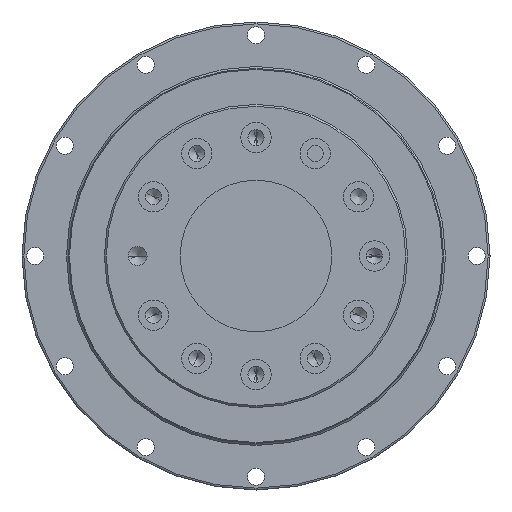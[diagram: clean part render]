
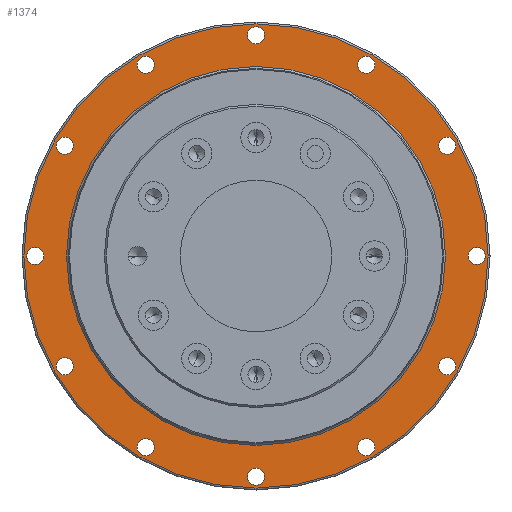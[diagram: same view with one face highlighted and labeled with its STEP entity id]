
A CAD part, left-side view. The second image highlights one B-rep face of the part: STEP entity #1374.
In plain terms, the highlighted planar face has unit normal (-1, 0, 0).
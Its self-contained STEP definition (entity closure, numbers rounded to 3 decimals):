
#1374=ADVANCED_FACE('',(#1830,#1831,#1832,#1833,#1834,#1835,#1836,#1837,
#1838,#1839,#1840,#1841,#1842,#1843),#1761,.T.);
#1761=PLANE('',#6028);
#1830=FACE_BOUND('',#2111,.T.);
#1831=FACE_BOUND('',#2112,.T.);
#1832=FACE_BOUND('',#2113,.T.);
#1833=FACE_BOUND('',#2114,.T.);
#1834=FACE_BOUND('',#2115,.T.);
#1835=FACE_BOUND('',#2116,.T.);
#1836=FACE_BOUND('',#2117,.T.);
#1837=FACE_BOUND('',#2118,.T.);
#1838=FACE_BOUND('',#2119,.T.);
#1839=FACE_BOUND('',#2120,.T.);
#1840=FACE_BOUND('',#2121,.T.);
#1841=FACE_BOUND('',#2122,.T.);
#1842=FACE_BOUND('',#2123,.T.);
#1843=FACE_BOUND('',#2124,.T.);
#2111=EDGE_LOOP('',(#2698,#2699));
#2112=EDGE_LOOP('',(#2700,#2701));
#2113=EDGE_LOOP('',(#2702,#2703));
#2114=EDGE_LOOP('',(#2704,#2705));
#2115=EDGE_LOOP('',(#2706,#2707));
#2116=EDGE_LOOP('',(#2708,#2709));
#2117=EDGE_LOOP('',(#2710,#2711));
#2118=EDGE_LOOP('',(#2712,#2713));
#2119=EDGE_LOOP('',(#2714,#2715));
#2120=EDGE_LOOP('',(#2716,#2717));
#2121=EDGE_LOOP('',(#2718,#2719));
#2122=EDGE_LOOP('',(#2720,#2721));
#2123=EDGE_LOOP('',(#2722,#2723));
#2124=EDGE_LOOP('',(#2724,#2725));
#2698=ORIENTED_EDGE('',*,*,#4773,.F.);
#2699=ORIENTED_EDGE('',*,*,#4774,.F.);
#2700=ORIENTED_EDGE('',*,*,#4775,.T.);
#2701=ORIENTED_EDGE('',*,*,#4776,.T.);
#2702=ORIENTED_EDGE('',*,*,#4777,.T.);
#2703=ORIENTED_EDGE('',*,*,#4778,.T.);
#2704=ORIENTED_EDGE('',*,*,#4779,.T.);
#2705=ORIENTED_EDGE('',*,*,#4780,.T.);
#2706=ORIENTED_EDGE('',*,*,#4781,.T.);
#2707=ORIENTED_EDGE('',*,*,#4782,.T.);
#2708=ORIENTED_EDGE('',*,*,#4783,.T.);
#2709=ORIENTED_EDGE('',*,*,#4784,.T.);
#2710=ORIENTED_EDGE('',*,*,#4785,.T.);
#2711=ORIENTED_EDGE('',*,*,#4786,.T.);
#2712=ORIENTED_EDGE('',*,*,#4787,.T.);
#2713=ORIENTED_EDGE('',*,*,#4788,.T.);
#2714=ORIENTED_EDGE('',*,*,#4789,.T.);
#2715=ORIENTED_EDGE('',*,*,#4790,.T.);
#2716=ORIENTED_EDGE('',*,*,#4791,.T.);
#2717=ORIENTED_EDGE('',*,*,#4792,.T.);
#2718=ORIENTED_EDGE('',*,*,#4793,.T.);
#2719=ORIENTED_EDGE('',*,*,#4794,.T.);
#2720=ORIENTED_EDGE('',*,*,#4795,.T.);
#2721=ORIENTED_EDGE('',*,*,#4796,.T.);
#2722=ORIENTED_EDGE('',*,*,#4769,.T.);
#2723=ORIENTED_EDGE('',*,*,#4771,.F.);
#2724=ORIENTED_EDGE('',*,*,#4797,.T.);
#2725=ORIENTED_EDGE('',*,*,#4798,.T.);
#4236=VERTEX_POINT('',#8832);
#4237=VERTEX_POINT('',#8834);
#4238=VERTEX_POINT('',#8842);
#4239=VERTEX_POINT('',#8843);
#4240=VERTEX_POINT('',#8846);
#4241=VERTEX_POINT('',#8847);
#4242=VERTEX_POINT('',#8850);
#4243=VERTEX_POINT('',#8851);
#4244=VERTEX_POINT('',#8854);
#4245=VERTEX_POINT('',#8855);
#4246=VERTEX_POINT('',#8858);
#4247=VERTEX_POINT('',#8859);
#4248=VERTEX_POINT('',#8862);
#4249=VERTEX_POINT('',#8863);
#4250=VERTEX_POINT('',#8866);
#4251=VERTEX_POINT('',#8867);
#4252=VERTEX_POINT('',#8870);
#4253=VERTEX_POINT('',#8871);
#4254=VERTEX_POINT('',#8874);
#4255=VERTEX_POINT('',#8875);
#4256=VERTEX_POINT('',#8878);
#4257=VERTEX_POINT('',#8879);
#4258=VERTEX_POINT('',#8882);
#4259=VERTEX_POINT('',#8883);
#4260=VERTEX_POINT('',#8886);
#4261=VERTEX_POINT('',#8887);
#4262=VERTEX_POINT('',#8890);
#4263=VERTEX_POINT('',#8891);
#4769=EDGE_CURVE('',#4237,#4236,#5544,.T.);
#4771=EDGE_CURVE('',#4237,#4236,#5545,.T.);
#4773=EDGE_CURVE('',#4238,#4239,#5547,.T.);
#4774=EDGE_CURVE('',#4239,#4238,#5548,.T.);
#4775=EDGE_CURVE('',#4240,#4241,#5549,.T.);
#4776=EDGE_CURVE('',#4241,#4240,#5550,.T.);
#4777=EDGE_CURVE('',#4242,#4243,#5551,.T.);
#4778=EDGE_CURVE('',#4243,#4242,#5552,.T.);
#4779=EDGE_CURVE('',#4244,#4245,#5553,.T.);
#4780=EDGE_CURVE('',#4245,#4244,#5554,.T.);
#4781=EDGE_CURVE('',#4246,#4247,#5555,.T.);
#4782=EDGE_CURVE('',#4247,#4246,#5556,.T.);
#4783=EDGE_CURVE('',#4248,#4249,#5557,.T.);
#4784=EDGE_CURVE('',#4249,#4248,#5558,.T.);
#4785=EDGE_CURVE('',#4250,#4251,#5559,.T.);
#4786=EDGE_CURVE('',#4251,#4250,#5560,.T.);
#4787=EDGE_CURVE('',#4252,#4253,#5561,.T.);
#4788=EDGE_CURVE('',#4253,#4252,#5562,.T.);
#4789=EDGE_CURVE('',#4254,#4255,#5563,.T.);
#4790=EDGE_CURVE('',#4255,#4254,#5564,.T.);
#4791=EDGE_CURVE('',#4256,#4257,#5565,.T.);
#4792=EDGE_CURVE('',#4257,#4256,#5566,.T.);
#4793=EDGE_CURVE('',#4258,#4259,#5567,.T.);
#4794=EDGE_CURVE('',#4259,#4258,#5568,.T.);
#4795=EDGE_CURVE('',#4260,#4261,#5569,.T.);
#4796=EDGE_CURVE('',#4261,#4260,#5570,.T.);
#4797=EDGE_CURVE('',#4262,#4263,#5571,.T.);
#4798=EDGE_CURVE('',#4263,#4262,#5572,.T.);
#5544=CIRCLE('',#5996,100.);
#5545=CIRCLE('',#5998,100.);
#5547=CIRCLE('',#6002,122.5);
#5548=CIRCLE('',#6003,122.5);
#5549=CIRCLE('',#6004,4.5);
#5550=CIRCLE('',#6005,4.5);
#5551=CIRCLE('',#6006,4.5);
#5552=CIRCLE('',#6007,4.5);
#5553=CIRCLE('',#6008,4.5);
#5554=CIRCLE('',#6009,4.5);
#5555=CIRCLE('',#6010,4.5);
#5556=CIRCLE('',#6011,4.5);
#5557=CIRCLE('',#6012,4.5);
#5558=CIRCLE('',#6013,4.5);
#5559=CIRCLE('',#6014,4.5);
#5560=CIRCLE('',#6015,4.5);
#5561=CIRCLE('',#6016,4.5);
#5562=CIRCLE('',#6017,4.5);
#5563=CIRCLE('',#6018,4.5);
#5564=CIRCLE('',#6019,4.5);
#5565=CIRCLE('',#6020,4.5);
#5566=CIRCLE('',#6021,4.5);
#5567=CIRCLE('',#6022,4.5);
#5568=CIRCLE('',#6023,4.5);
#5569=CIRCLE('',#6024,4.5);
#5570=CIRCLE('',#6025,4.5);
#5571=CIRCLE('',#6026,4.5);
#5572=CIRCLE('',#6027,4.5);
#5996=AXIS2_PLACEMENT_3D('',#8833,#6860,#6861);
#5998=AXIS2_PLACEMENT_3D('',#8837,#6865,#6866);
#6002=AXIS2_PLACEMENT_3D('',#8841,#6873,#6874);
#6003=AXIS2_PLACEMENT_3D('',#8844,#6875,#6876);
#6004=AXIS2_PLACEMENT_3D('',#8845,#6877,#6878);
#6005=AXIS2_PLACEMENT_3D('',#8848,#6879,#6880);
#6006=AXIS2_PLACEMENT_3D('',#8849,#6881,#6882);
#6007=AXIS2_PLACEMENT_3D('',#8852,#6883,#6884);
#6008=AXIS2_PLACEMENT_3D('',#8853,#6885,#6886);
#6009=AXIS2_PLACEMENT_3D('',#8856,#6887,#6888);
#6010=AXIS2_PLACEMENT_3D('',#8857,#6889,#6890);
#6011=AXIS2_PLACEMENT_3D('',#8860,#6891,#6892);
#6012=AXIS2_PLACEMENT_3D('',#8861,#6893,#6894);
#6013=AXIS2_PLACEMENT_3D('',#8864,#6895,#6896);
#6014=AXIS2_PLACEMENT_3D('',#8865,#6897,#6898);
#6015=AXIS2_PLACEMENT_3D('',#8868,#6899,#6900);
#6016=AXIS2_PLACEMENT_3D('',#8869,#6901,#6902);
#6017=AXIS2_PLACEMENT_3D('',#8872,#6903,#6904);
#6018=AXIS2_PLACEMENT_3D('',#8873,#6905,#6906);
#6019=AXIS2_PLACEMENT_3D('',#8876,#6907,#6908);
#6020=AXIS2_PLACEMENT_3D('',#8877,#6909,#6910);
#6021=AXIS2_PLACEMENT_3D('',#8880,#6911,#6912);
#6022=AXIS2_PLACEMENT_3D('',#8881,#6913,#6914);
#6023=AXIS2_PLACEMENT_3D('',#8884,#6915,#6916);
#6024=AXIS2_PLACEMENT_3D('',#8885,#6917,#6918);
#6025=AXIS2_PLACEMENT_3D('',#8888,#6919,#6920);
#6026=AXIS2_PLACEMENT_3D('',#8889,#6921,#6922);
#6027=AXIS2_PLACEMENT_3D('',#8892,#6923,#6924);
#6028=AXIS2_PLACEMENT_3D('',#8893,#6925,#6926);
#6860=DIRECTION('',(1.,0.,0.));
#6861=DIRECTION('',(0.,0.,1.));
#6865=DIRECTION('',(-1.,0.,0.));
#6866=DIRECTION('',(0.,0.,1.));
#6873=DIRECTION('',(1.,0.,0.));
#6874=DIRECTION('',(0.,1.,0.));
#6875=DIRECTION('',(1.,0.,0.));
#6876=DIRECTION('',(0.,-1.,0.));
#6877=DIRECTION('',(1.,0.,0.));
#6878=DIRECTION('',(0.,1.,0.));
#6879=DIRECTION('',(1.,0.,0.));
#6880=DIRECTION('',(0.,-1.,0.));
#6881=DIRECTION('',(1.,0.,0.));
#6882=DIRECTION('',(0.,1.,0.));
#6883=DIRECTION('',(1.,0.,0.));
#6884=DIRECTION('',(0.,-1.,0.));
#6885=DIRECTION('',(1.,0.,0.));
#6886=DIRECTION('',(0.,1.,0.));
#6887=DIRECTION('',(1.,0.,0.));
#6888=DIRECTION('',(0.,-1.,0.));
#6889=DIRECTION('',(1.,0.,0.));
#6890=DIRECTION('',(0.,1.,0.));
#6891=DIRECTION('',(1.,0.,0.));
#6892=DIRECTION('',(0.,-1.,0.));
#6893=DIRECTION('',(1.,0.,0.));
#6894=DIRECTION('',(0.,1.,0.));
#6895=DIRECTION('',(1.,0.,0.));
#6896=DIRECTION('',(0.,-1.,0.));
#6897=DIRECTION('',(1.,0.,0.));
#6898=DIRECTION('',(0.,1.,0.));
#6899=DIRECTION('',(1.,0.,0.));
#6900=DIRECTION('',(0.,-1.,0.));
#6901=DIRECTION('',(1.,0.,0.));
#6902=DIRECTION('',(0.,1.,0.));
#6903=DIRECTION('',(1.,0.,0.));
#6904=DIRECTION('',(0.,-1.,0.));
#6905=DIRECTION('',(1.,0.,0.));
#6906=DIRECTION('',(0.,1.,0.));
#6907=DIRECTION('',(1.,0.,0.));
#6908=DIRECTION('',(0.,-1.,0.));
#6909=DIRECTION('',(1.,0.,0.));
#6910=DIRECTION('',(0.,1.,0.));
#6911=DIRECTION('',(1.,0.,0.));
#6912=DIRECTION('',(0.,-1.,0.));
#6913=DIRECTION('',(1.,0.,0.));
#6914=DIRECTION('',(0.,1.,0.));
#6915=DIRECTION('',(1.,0.,0.));
#6916=DIRECTION('',(0.,-1.,0.));
#6917=DIRECTION('',(1.,0.,0.));
#6918=DIRECTION('',(0.,1.,0.));
#6919=DIRECTION('',(1.,0.,0.));
#6920=DIRECTION('',(0.,-1.,0.));
#6921=DIRECTION('',(1.,0.,0.));
#6922=DIRECTION('',(0.,1.,0.));
#6923=DIRECTION('',(1.,0.,0.));
#6924=DIRECTION('',(0.,-1.,0.));
#6925=DIRECTION('',(-1.,0.,0.));
#6926=DIRECTION('',(0.,1.,0.));
#8832=CARTESIAN_POINT('',(13.,-100.,0.));
#8833=CARTESIAN_POINT('',(13.,0.,0.));
#8834=CARTESIAN_POINT('',(13.,100.,0.));
#8837=CARTESIAN_POINT('',(13.,0.,0.));
#8841=CARTESIAN_POINT('',(13.,0.,0.));
#8842=CARTESIAN_POINT('',(13.,122.5,0.));
#8843=CARTESIAN_POINT('',(13.,-122.5,0.));
#8844=CARTESIAN_POINT('',(13.,0.,0.));
#8845=CARTESIAN_POINT('',(13.,100.892,58.25));
#8846=CARTESIAN_POINT('',(13.,105.392,58.25));
#8847=CARTESIAN_POINT('',(13.,96.392,58.25));
#8848=CARTESIAN_POINT('',(13.,100.892,58.25));
#8849=CARTESIAN_POINT('',(13.,58.25,100.892));
#8850=CARTESIAN_POINT('',(13.,62.75,100.892));
#8851=CARTESIAN_POINT('',(13.,53.75,100.892));
#8852=CARTESIAN_POINT('',(13.,58.25,100.892));
#8853=CARTESIAN_POINT('',(13.,0.,116.5));
#8854=CARTESIAN_POINT('',(13.,4.5,116.5));
#8855=CARTESIAN_POINT('',(13.,-4.5,116.5));
#8856=CARTESIAN_POINT('',(13.,0.,116.5));
#8857=CARTESIAN_POINT('',(13.,-58.25,100.892));
#8858=CARTESIAN_POINT('',(13.,-53.75,100.892));
#8859=CARTESIAN_POINT('',(13.,-62.75,100.892));
#8860=CARTESIAN_POINT('',(13.,-58.25,100.892));
#8861=CARTESIAN_POINT('',(13.,-100.892,58.25));
#8862=CARTESIAN_POINT('',(13.,-96.392,58.25));
#8863=CARTESIAN_POINT('',(13.,-105.392,58.25));
#8864=CARTESIAN_POINT('',(13.,-100.892,58.25));
#8865=CARTESIAN_POINT('',(13.,-116.5,0.));
#8866=CARTESIAN_POINT('',(13.,-112.,0.));
#8867=CARTESIAN_POINT('',(13.,-121.,0.));
#8868=CARTESIAN_POINT('',(13.,-116.5,0.));
#8869=CARTESIAN_POINT('',(13.,-100.892,-58.25));
#8870=CARTESIAN_POINT('',(13.,-96.392,-58.25));
#8871=CARTESIAN_POINT('',(13.,-105.392,-58.25));
#8872=CARTESIAN_POINT('',(13.,-100.892,-58.25));
#8873=CARTESIAN_POINT('',(13.,-58.25,-100.892));
#8874=CARTESIAN_POINT('',(13.,-53.75,-100.892));
#8875=CARTESIAN_POINT('',(13.,-62.75,-100.892));
#8876=CARTESIAN_POINT('',(13.,-58.25,-100.892));
#8877=CARTESIAN_POINT('',(13.,0.,-116.5));
#8878=CARTESIAN_POINT('',(13.,4.5,-116.5));
#8879=CARTESIAN_POINT('',(13.,-4.5,-116.5));
#8880=CARTESIAN_POINT('',(13.,0.,-116.5));
#8881=CARTESIAN_POINT('',(13.,58.25,-100.892));
#8882=CARTESIAN_POINT('',(13.,62.75,-100.892));
#8883=CARTESIAN_POINT('',(13.,53.75,-100.892));
#8884=CARTESIAN_POINT('',(13.,58.25,-100.892));
#8885=CARTESIAN_POINT('',(13.,100.892,-58.25));
#8886=CARTESIAN_POINT('',(13.,105.392,-58.25));
#8887=CARTESIAN_POINT('',(13.,96.392,-58.25));
#8888=CARTESIAN_POINT('',(13.,100.892,-58.25));
#8889=CARTESIAN_POINT('',(13.,116.5,0.));
#8890=CARTESIAN_POINT('',(13.,121.,0.));
#8891=CARTESIAN_POINT('',(13.,112.,0.));
#8892=CARTESIAN_POINT('',(13.,116.5,0.));
#8893=CARTESIAN_POINT('',(13.,0.,0.));
